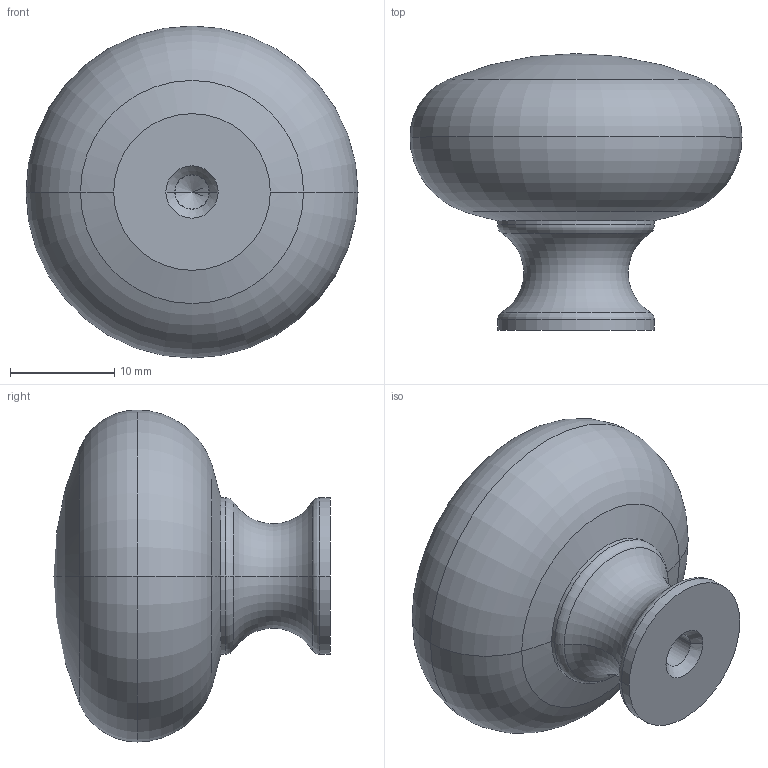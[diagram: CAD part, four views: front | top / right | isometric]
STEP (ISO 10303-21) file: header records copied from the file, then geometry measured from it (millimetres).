
FILE_DESCRIPTION(('Creo Elements/Direct Modeling STEP Export'),'2;1');
FILE_NAME('913-32.stp','2023-01-23T10:05:02',(''),(''),'Creo Elements/Direct Modeling STEP processor for AP214 (Solid Model)','Creo Elements/Direct Modeling 20.0 12-Nov-2016 (C) Parametric Technology GmbH','');
FILE_SCHEMA(('AUTOMOTIVE_DESIGN { 1 0 10303 214 1 1 1 1 }'));
Length unit declared in the file: millimetre
Products named in the file (2): 913-32.prt; 913-32.stp
Assembly tree (1 placements, depth 2):
  913-32.stp
    913-32.prt
Bounding box: 31.8 x 26.5 x 31.8 mm (x, y, z)
Volume: 10600.3 mm3; surface area: 2942.2 mm2
Topology: 1 solids, 1 shells, 28 faces, 58 edges, 30 vertices
Faces by surface type: torus 10, cylinder 8, sphere 4, cone 4, plane 2
Entity records: 697 total; most frequent: DIRECTION 124, ORIENTED_EDGE 108, CARTESIAN_POINT 98, AXIS2_PLACEMENT_3D 56, EDGE_CURVE 54, VERTEX_POINT 30, EDGE_LOOP 30, FACE_OUTER_BOUND 28
